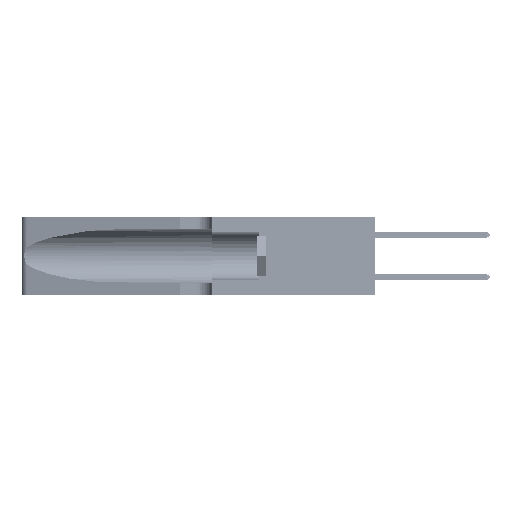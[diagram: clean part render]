
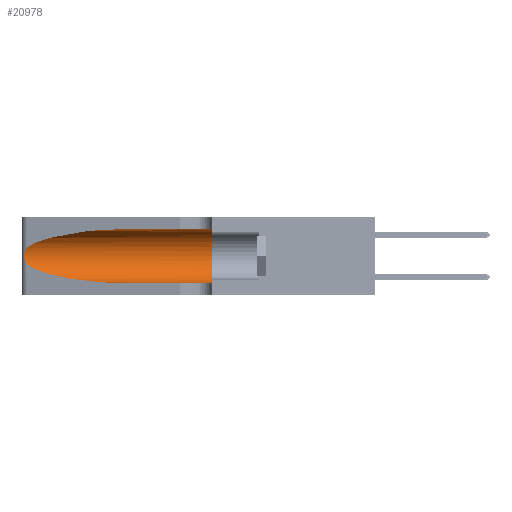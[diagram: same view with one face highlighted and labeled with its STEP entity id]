
A CAD part, left-side view. The second image highlights one B-rep face of the part: STEP entity #20978.
In plain terms, the highlighted cylindrical face has radius 3.308 mm (diameter 6.617 mm), a partial arc.
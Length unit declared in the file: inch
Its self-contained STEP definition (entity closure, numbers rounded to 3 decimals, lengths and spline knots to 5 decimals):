
#246 = DIRECTION ( 'NONE',  ( 0., 0., -1. ) ) ;
#341 = VERTEX_POINT ( 'NONE', #52628 ) ;
#2068 = CARTESIAN_POINT ( 'NONE',  ( 0.1305, 0.35, 0.185 ) ) ;
#3934 = CARTESIAN_POINT ( 'NONE',  ( 0.26075, 1.23896, 0.178 ) ) ;
#4571 = ORIENTED_EDGE ( 'NONE', *, *, #34792, .F. ) ;
#4938 = ORIENTED_EDGE ( 'NONE', *, *, #37091, .F. ) ;
#5059 = ORIENTED_EDGE ( 'NONE', *, *, #48825, .T. ) ;
#5357 = ORIENTED_EDGE ( 'NONE', *, *, #53435, .T. ) ;
#5491 = CARTESIAN_POINT ( 'NONE',  ( 0.1305, 0.35, 0.31525 ) ) ;
#5957 = CARTESIAN_POINT ( 'NONE',  ( 0.1305, 0.72297, 0.05475 ) ) ;
#6292 = DIRECTION ( 'NONE',  ( 0., 0., 1. ) ) ;
#7618 =( BOUNDED_CURVE ( )  B_SPLINE_CURVE ( 3, ( #25015, #49676, #33344, #8531 ),
 .UNSPECIFIED., .F., .F. ) 
 B_SPLINE_CURVE_WITH_KNOTS ( ( 4, 4 ),
 ( 3.44316, 4.71239 ),
 .UNSPECIFIED. ) 
 CURVE ( )  GEOMETRIC_REPRESENTATION_ITEM ( )  RATIONAL_B_SPLINE_CURVE ( ( 1., 0.87, 0.87, 1. ) ) 
 REPRESENTATION_ITEM ( '' )  );
#8140 = CARTESIAN_POINT ( 'NONE',  ( 0.25856, 1.23593, 0.16098 ) ) ;
#8531 = CARTESIAN_POINT ( 'NONE',  ( 0.1305, 0.72297, 0.05475 ) ) ;
#9626 = AXIS2_PLACEMENT_3D ( 'NONE', #2068, #31158, #6292 ) ;
#11173 = CYLINDRICAL_SURFACE ( 'NONE', #30428, 0.13025 ) ;
#11763 =( BOUNDED_CURVE ( )  B_SPLINE_CURVE ( 3, ( #29571, #13113, #41987, #17258 ),
 .UNSPECIFIED., .F., .F. ) 
 B_SPLINE_CURVE_WITH_KNOTS ( ( 4, 4 ),
 ( 1.5708, 2.84003 ),
 .UNSPECIFIED. ) 
 CURVE ( )  GEOMETRIC_REPRESENTATION_ITEM ( )  RATIONAL_B_SPLINE_CURVE ( ( 1., 0.87, 0.87, 1. ) ) 
 REPRESENTATION_ITEM ( '' )  );
#12339 = CARTESIAN_POINT ( 'NONE',  ( 0.25639, 1.23186, 0.15144 ) ) ;
#12345 = CARTESIAN_POINT ( 'NONE',  ( 0.1305, 1.61858, 0.31525 ) ) ;
#12453 = FACE_OUTER_BOUND ( 'NONE', #22753, .T. ) ;
#13113 = CARTESIAN_POINT ( 'NONE',  ( 0.18966, 0.96281, 0.31525 ) ) ;
#14681 = DIRECTION ( 'NONE',  ( 0., -1., 0. ) ) ;
#15084 = VERTEX_POINT ( 'NONE', #5491 ) ;
#16110 = B_SPLINE_CURVE_WITH_KNOTS ( 'NONE', 3,
 ( #53171, #32601, #20473, #49285, #24640, #53353, #28801, #3934, #32959, #8140, #37092, #12339, #41231, #16500 ),
 .UNSPECIFIED., .F., .F.,
 ( 4, 2, 2, 2, 2, 2, 4 ),
 ( 0., 0.00027, 0.00053, 0.00107, 0.0016, 0.00187, 0.00214 ),
 .UNSPECIFIED. ) ;
#16500 = CARTESIAN_POINT ( 'NONE',  ( 0.25487, 1.22718, 0.14631 ) ) ;
#17189 = CARTESIAN_POINT ( 'NONE',  ( 0.1305, 0.35, 0.05475 ) ) ;
#17258 = CARTESIAN_POINT ( 'NONE',  ( 0.25487, 1.22718, 0.22369 ) ) ;
#20473 = CARTESIAN_POINT ( 'NONE',  ( 0.25639, 1.23184, 0.21858 ) ) ;
#20978 = ADVANCED_FACE ( 'NONE', ( #12453 ), #11173, .F. ) ;
#21760 = LINE ( 'NONE', #12345, #43751 ) ;
#22753 = EDGE_LOOP ( 'NONE', ( #5357, #5059, #24226, #28894, #4938, #4571 ) ) ;
#24226 = ORIENTED_EDGE ( 'NONE', *, *, #31491, .T. ) ;
#24414 = CIRCLE ( 'NONE', #9626, 0.13025 ) ;
#24640 = CARTESIAN_POINT ( 'NONE',  ( 0.25854, 1.2359, 0.20912 ) ) ;
#25015 = CARTESIAN_POINT ( 'NONE',  ( 0.25487, 1.22718, 0.14631 ) ) ;
#27328 = VERTEX_POINT ( 'NONE', #47626 ) ;
#28801 = CARTESIAN_POINT ( 'NONE',  ( 0.26075, 1.23896, 0.19203 ) ) ;
#28894 = ORIENTED_EDGE ( 'NONE', *, *, #51001, .T. ) ;
#29571 = CARTESIAN_POINT ( 'NONE',  ( 0.1305, 0.72297, 0.31525 ) ) ;
#30428 = AXIS2_PLACEMENT_3D ( 'NONE', #41765, #33495, #246 ) ;
#31158 = DIRECTION ( 'NONE',  ( 0., 1., 0. ) ) ;
#31491 = EDGE_CURVE ( 'NONE', #341, #33636, #7618, .T. ) ;
#32203 = VERTEX_POINT ( 'NONE', #49957 ) ;
#32601 = CARTESIAN_POINT ( 'NONE',  ( 0.25555, 1.22994, 0.2215 ) ) ;
#32959 = CARTESIAN_POINT ( 'NONE',  ( 0.26017, 1.23833, 0.17102 ) ) ;
#33344 = CARTESIAN_POINT ( 'NONE',  ( 0.18966, 0.96281, 0.05475 ) ) ;
#33495 = DIRECTION ( 'NONE',  ( 0., -1., 0. ) ) ;
#33636 = VERTEX_POINT ( 'NONE', #5957 ) ;
#34792 = EDGE_CURVE ( 'NONE', #32203, #15084, #21760, .T. ) ;
#37091 = EDGE_CURVE ( 'NONE', #15084, #48912, #24414, .T. ) ;
#37092 = CARTESIAN_POINT ( 'NONE',  ( 0.25789, 1.23486, 0.15765 ) ) ;
#41231 = CARTESIAN_POINT ( 'NONE',  ( 0.25555, 1.22993, 0.14849 ) ) ;
#41235 = DIRECTION ( 'NONE',  ( 0., -1., 0. ) ) ;
#41765 = CARTESIAN_POINT ( 'NONE',  ( 0.1305, 1.61858, 0.185 ) ) ;
#41987 = CARTESIAN_POINT ( 'NONE',  ( 0.2373, 1.15595, 0.28018 ) ) ;
#43550 = CARTESIAN_POINT ( 'NONE',  ( 0.1305, 1.61858, 0.05475 ) ) ;
#43751 = VECTOR ( 'NONE', #41235, 39.37008 ) ;
#44398 = LINE ( 'NONE', #43550, #45660 ) ;
#45660 = VECTOR ( 'NONE', #14681, 39.37008 ) ;
#47626 = CARTESIAN_POINT ( 'NONE',  ( 0.25487, 1.22718, 0.22369 ) ) ;
#48825 = EDGE_CURVE ( 'NONE', #27328, #341, #16110, .T. ) ;
#48912 = VERTEX_POINT ( 'NONE', #17189 ) ;
#49285 = CARTESIAN_POINT ( 'NONE',  ( 0.25787, 1.23484, 0.2124 ) ) ;
#49676 = CARTESIAN_POINT ( 'NONE',  ( 0.2373, 1.15595, 0.08982 ) ) ;
#49957 = CARTESIAN_POINT ( 'NONE',  ( 0.1305, 0.72297, 0.31525 ) ) ;
#51001 = EDGE_CURVE ( 'NONE', #33636, #48912, #44398, .T. ) ;
#52628 = CARTESIAN_POINT ( 'NONE',  ( 0.25487, 1.22718, 0.14631 ) ) ;
#53171 = CARTESIAN_POINT ( 'NONE',  ( 0.25487, 1.22718, 0.22369 ) ) ;
#53353 = CARTESIAN_POINT ( 'NONE',  ( 0.26018, 1.23835, 0.19895 ) ) ;
#53435 = EDGE_CURVE ( 'NONE', #32203, #27328, #11763, .T. ) ;
